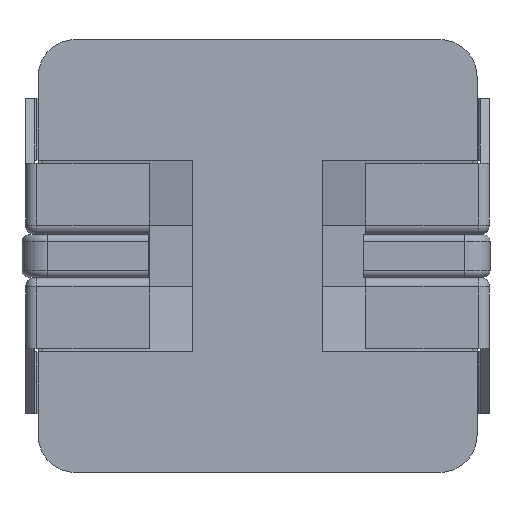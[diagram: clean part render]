
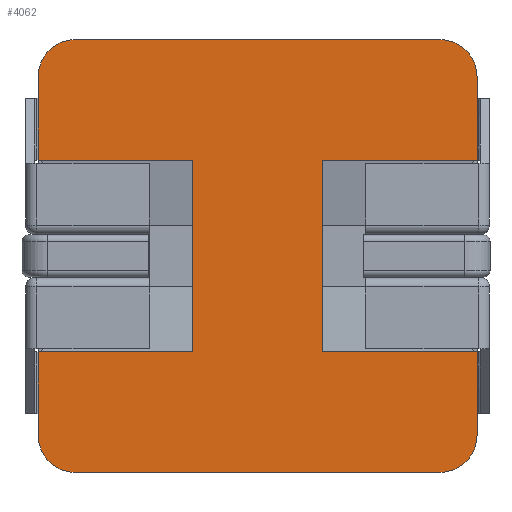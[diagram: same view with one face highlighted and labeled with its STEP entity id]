
A CAD part, front view. The second image highlights one B-rep face of the part: STEP entity #4062.
In plain terms, the highlighted planar face has unit normal (0, -1, 0).
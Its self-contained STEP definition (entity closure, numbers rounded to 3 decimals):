
#140 = EDGE_CURVE ( 'NONE', #8129, #8200, #2852, .T. ) ;
#298 = AXIS2_PLACEMENT_3D ( 'NONE', #8798, #9076, #9308 ) ;
#351 = LINE ( 'NONE', #8337, #7892 ) ;
#389 = VERTEX_POINT ( 'NONE', #7773 ) ;
#436 = ORIENTED_EDGE ( 'NONE', *, *, #1943, .T. ) ;
#580 = VECTOR ( 'NONE', #8336, 1000. ) ;
#1037 = CARTESIAN_POINT ( 'NONE',  ( -3.55, -4.02, 3.5 ) ) ;
#1066 = ORIENTED_EDGE ( 'NONE', *, *, #7693, .F. ) ;
#1083 = VECTOR ( 'NONE', #7533, 1000. ) ;
#1120 = FACE_OUTER_BOUND ( 'NONE', #2763, .T. ) ;
#1238 = DIRECTION ( 'NONE',  ( 0., 0., -1. ) ) ;
#1316 = LINE ( 'NONE', #3163, #1083 ) ;
#1319 = VECTOR ( 'NONE', #3471, 1000. ) ;
#1341 = LINE ( 'NONE', #3971, #8841 ) ;
#1399 = CARTESIAN_POINT ( 'NONE',  ( -2.95, -4.02, 3.5 ) ) ;
#1432 = AXIS2_PLACEMENT_3D ( 'NONE', #4799, #4773, #4739 ) ;
#1560 = EDGE_CURVE ( 'NONE', #8255, #8005, #5824, .T. ) ;
#1578 = CARTESIAN_POINT ( 'NONE',  ( -3.55, -4.02, 1.55 ) ) ;
#1733 = CIRCLE ( 'NONE', #5381, 0.6 ) ;
#1826 = CARTESIAN_POINT ( 'NONE',  ( -3.55, -4.02, -1.55 ) ) ;
#1848 = EDGE_CURVE ( 'NONE', #9302, #5045, #2527, .T. ) ;
#1879 = EDGE_CURVE ( 'NONE', #389, #6924, #3725, .T. ) ;
#1915 = LINE ( 'NONE', #1037, #9218 ) ;
#1943 = EDGE_CURVE ( 'NONE', #5671, #3222, #1733, .T. ) ;
#2003 = CARTESIAN_POINT ( 'NONE',  ( 3.55, -4.02, 1.55 ) ) ;
#2008 = ORIENTED_EDGE ( 'NONE', *, *, #8818, .F. ) ;
#2026 = VECTOR ( 'NONE', #4834, 1000. ) ;
#2102 = ORIENTED_EDGE ( 'NONE', *, *, #1879, .T. ) ;
#2105 = VERTEX_POINT ( 'NONE', #5269 ) ;
#2201 = CARTESIAN_POINT ( 'NONE',  ( 1.05, -4.02, -1.55 ) ) ;
#2367 = VECTOR ( 'NONE', #8702, 1000. ) ;
#2471 = LINE ( 'NONE', #1578, #4111 ) ;
#2527 = LINE ( 'NONE', #8381, #580 ) ;
#2572 = ORIENTED_EDGE ( 'NONE', *, *, #1560, .T. ) ;
#2595 = LINE ( 'NONE', #7965, #2367 ) ;
#2763 = EDGE_LOOP ( 'NONE', ( #6130, #2572, #1066, #5053, #3457, #6502, #4650, #436, #8345, #2102, #7127, #8823, #5282, #8790, #2008, #8683 ) ) ;
#2786 = CARTESIAN_POINT ( 'NONE',  ( 1.05, -4.02, 1.55 ) ) ;
#2852 = LINE ( 'NONE', #2957, #6470 ) ;
#2914 = CIRCLE ( 'NONE', #1432, 0.6 ) ;
#2957 = CARTESIAN_POINT ( 'NONE',  ( 3.55, -4.02, 1.55 ) ) ;
#3041 = VECTOR ( 'NONE', #4837, 1000. ) ;
#3126 = CARTESIAN_POINT ( 'NONE',  ( 3.55, -4.02, -2.9 ) ) ;
#3163 = CARTESIAN_POINT ( 'NONE',  ( 3.55, -4.02, 3.5 ) ) ;
#3222 = VERTEX_POINT ( 'NONE', #4120 ) ;
#3340 = VERTEX_POINT ( 'NONE', #1826 ) ;
#3405 = CARTESIAN_POINT ( 'NONE',  ( 2.95, -4.02, 3.5 ) ) ;
#3457 = ORIENTED_EDGE ( 'NONE', *, *, #6692, .F. ) ;
#3471 = DIRECTION ( 'NONE',  ( -1., 0., 0. ) ) ;
#3661 = CARTESIAN_POINT ( 'NONE',  ( -1.05, -4.02, 1.55 ) ) ;
#3695 = VECTOR ( 'NONE', #6744, 1000. ) ;
#3725 = CIRCLE ( 'NONE', #5740, 0.6 ) ;
#3971 = CARTESIAN_POINT ( 'NONE',  ( -1.05, -4.02, -1.55 ) ) ;
#4008 = CARTESIAN_POINT ( 'NONE',  ( -2.95, -4.02, 2.9 ) ) ;
#4062 = ADVANCED_FACE ( 'NONE', ( #1120 ), #6767, .T. ) ;
#4093 = CARTESIAN_POINT ( 'NONE',  ( 3.55, -4.02, 3.5 ) ) ;
#4111 = VECTOR ( 'NONE', #5401, 1000. ) ;
#4120 = CARTESIAN_POINT ( 'NONE',  ( -2.95, -4.02, -3.5 ) ) ;
#4208 = CARTESIAN_POINT ( 'NONE',  ( 1.05, -4.02, -1.55 ) ) ;
#4356 = CARTESIAN_POINT ( 'NONE',  ( -3.55, -4.02, -3.5 ) ) ;
#4537 = EDGE_CURVE ( 'NONE', #9302, #8200, #7615, .T. ) ;
#4650 = ORIENTED_EDGE ( 'NONE', *, *, #5001, .F. ) ;
#4739 = DIRECTION ( 'NONE',  ( 0., 0., -1. ) ) ;
#4773 = DIRECTION ( 'NONE',  ( 0., -1., 0. ) ) ;
#4799 = CARTESIAN_POINT ( 'NONE',  ( 2.95, -4.02, 2.9 ) ) ;
#4834 = DIRECTION ( 'NONE',  ( -1., 0., 0. ) ) ;
#4837 = DIRECTION ( 'NONE',  ( 0., 0., -1. ) ) ;
#5001 = EDGE_CURVE ( 'NONE', #5671, #3340, #1915, .T. ) ;
#5045 = VERTEX_POINT ( 'NONE', #7032 ) ;
#5053 = ORIENTED_EDGE ( 'NONE', *, *, #6630, .T. ) ;
#5269 = CARTESIAN_POINT ( 'NONE',  ( -1.05, -4.02, -1.55 ) ) ;
#5282 = ORIENTED_EDGE ( 'NONE', *, *, #4537, .T. ) ;
#5354 = EDGE_CURVE ( 'NONE', #8705, #8805, #2914, .T. ) ;
#5373 = CARTESIAN_POINT ( 'NONE',  ( -3.55, -4.02, 2.9 ) ) ;
#5381 = AXIS2_PLACEMENT_3D ( 'NONE', #7048, #7034, #7028 ) ;
#5397 = EDGE_CURVE ( 'NONE', #389, #3222, #7587, .T. ) ;
#5401 = DIRECTION ( 'NONE',  ( 1., 0., 0. ) ) ;
#5447 = DIRECTION ( 'NONE',  ( 0., 0., 1. ) ) ;
#5671 = VERTEX_POINT ( 'NONE', #7037 ) ;
#5740 = AXIS2_PLACEMENT_3D ( 'NONE', #7949, #7919, #7906 ) ;
#5824 = CIRCLE ( 'NONE', #6992, 0.6 ) ;
#6130 = ORIENTED_EDGE ( 'NONE', *, *, #9333, .F. ) ;
#6192 = EDGE_CURVE ( 'NONE', #2105, #3340, #9063, .T. ) ;
#6333 = DIRECTION ( 'NONE',  ( -1., 0., 0. ) ) ;
#6470 = VECTOR ( 'NONE', #6333, 1000. ) ;
#6502 = ORIENTED_EDGE ( 'NONE', *, *, #6192, .T. ) ;
#6630 = EDGE_CURVE ( 'NONE', #9194, #9031, #2471, .T. ) ;
#6692 = EDGE_CURVE ( 'NONE', #2105, #9031, #1341, .T. ) ;
#6744 = DIRECTION ( 'NONE',  ( 0., 0., 1. ) ) ;
#6767 = PLANE ( 'NONE',  #298 ) ;
#6923 = CARTESIAN_POINT ( 'NONE',  ( 3.55, -4.02, 2.9 ) ) ;
#6924 = VERTEX_POINT ( 'NONE', #3126 ) ;
#6992 = AXIS2_PLACEMENT_3D ( 'NONE', #4008, #8704, #1238 ) ;
#7028 = DIRECTION ( 'NONE',  ( 0., 0., -1. ) ) ;
#7032 = CARTESIAN_POINT ( 'NONE',  ( 3.55, -4.02, -1.55 ) ) ;
#7034 = DIRECTION ( 'NONE',  ( 0., -1., 0. ) ) ;
#7037 = CARTESIAN_POINT ( 'NONE',  ( -3.55, -4.02, -2.9 ) ) ;
#7048 = CARTESIAN_POINT ( 'NONE',  ( -2.95, -4.02, -2.9 ) ) ;
#7127 = ORIENTED_EDGE ( 'NONE', *, *, #7614, .F. ) ;
#7533 = DIRECTION ( 'NONE',  ( 0., 0., -1. ) ) ;
#7587 = LINE ( 'NONE', #4356, #2026 ) ;
#7614 = EDGE_CURVE ( 'NONE', #5045, #6924, #1316, .T. ) ;
#7615 = LINE ( 'NONE', #2201, #3695 ) ;
#7693 = EDGE_CURVE ( 'NONE', #9194, #8005, #351, .T. ) ;
#7773 = CARTESIAN_POINT ( 'NONE',  ( 2.95, -4.02, -3.5 ) ) ;
#7892 = VECTOR ( 'NONE', #5447, 1000. ) ;
#7906 = DIRECTION ( 'NONE',  ( 0., 0., -1. ) ) ;
#7919 = DIRECTION ( 'NONE',  ( 0., -1., 0. ) ) ;
#7949 = CARTESIAN_POINT ( 'NONE',  ( 2.95, -4.02, -2.9 ) ) ;
#7965 = CARTESIAN_POINT ( 'NONE',  ( -3.55, -4.02, 3.5 ) ) ;
#8005 = VERTEX_POINT ( 'NONE', #5373 ) ;
#8129 = VERTEX_POINT ( 'NONE', #2003 ) ;
#8200 = VERTEX_POINT ( 'NONE', #2786 ) ;
#8221 = DIRECTION ( 'NONE',  ( 0., 0., 1. ) ) ;
#8255 = VERTEX_POINT ( 'NONE', #1399 ) ;
#8336 = DIRECTION ( 'NONE',  ( 1., 0., 0. ) ) ;
#8337 = CARTESIAN_POINT ( 'NONE',  ( -3.55, -4.02, 3.5 ) ) ;
#8345 = ORIENTED_EDGE ( 'NONE', *, *, #5397, .F. ) ;
#8381 = CARTESIAN_POINT ( 'NONE',  ( 3.49, -4.02, -1.55 ) ) ;
#8563 = DIRECTION ( 'NONE',  ( 0., 0., 1. ) ) ;
#8683 = ORIENTED_EDGE ( 'NONE', *, *, #5354, .T. ) ;
#8702 = DIRECTION ( 'NONE',  ( 1., 0., 0. ) ) ;
#8704 = DIRECTION ( 'NONE',  ( 0., -1., 0. ) ) ;
#8705 = VERTEX_POINT ( 'NONE', #6923 ) ;
#8790 = ORIENTED_EDGE ( 'NONE', *, *, #140, .F. ) ;
#8798 = CARTESIAN_POINT ( 'NONE',  ( 0., -4.02, 0. ) ) ;
#8805 = VERTEX_POINT ( 'NONE', #3405 ) ;
#8818 = EDGE_CURVE ( 'NONE', #8705, #8129, #8864, .T. ) ;
#8823 = ORIENTED_EDGE ( 'NONE', *, *, #1848, .F. ) ;
#8841 = VECTOR ( 'NONE', #8563, 1000. ) ;
#8864 = LINE ( 'NONE', #4093, #3041 ) ;
#9031 = VERTEX_POINT ( 'NONE', #3661 ) ;
#9063 = LINE ( 'NONE', #9257, #1319 ) ;
#9067 = CARTESIAN_POINT ( 'NONE',  ( -3.55, -4.02, 1.55 ) ) ;
#9076 = DIRECTION ( 'NONE',  ( 0., -1., 0. ) ) ;
#9194 = VERTEX_POINT ( 'NONE', #9067 ) ;
#9218 = VECTOR ( 'NONE', #8221, 1000. ) ;
#9257 = CARTESIAN_POINT ( 'NONE',  ( -3.49, -4.02, -1.55 ) ) ;
#9302 = VERTEX_POINT ( 'NONE', #4208 ) ;
#9308 = DIRECTION ( 'NONE',  ( 0., 0., -1. ) ) ;
#9333 = EDGE_CURVE ( 'NONE', #8255, #8805, #2595, .T. ) ;
